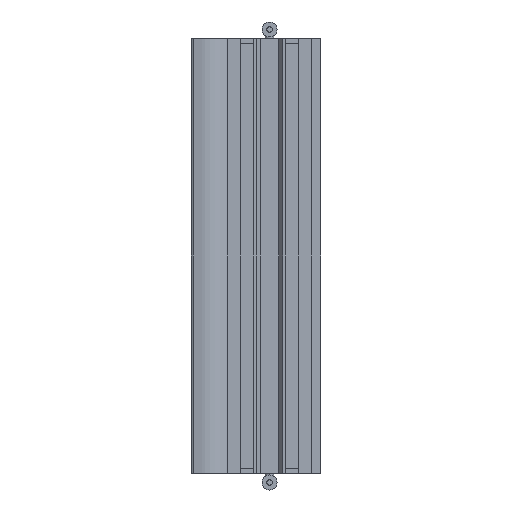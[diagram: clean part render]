
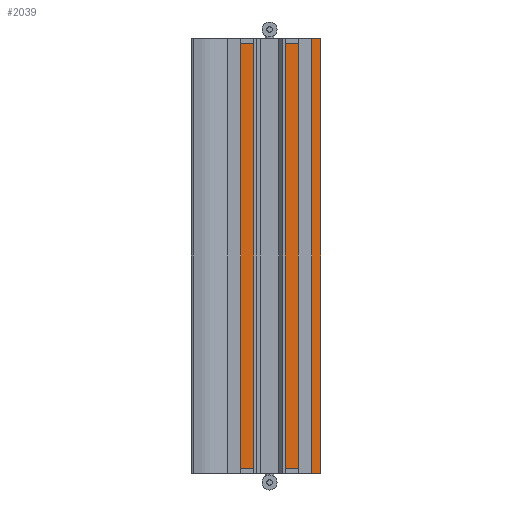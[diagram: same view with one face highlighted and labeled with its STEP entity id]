
A CAD part, front view. The second image highlights one B-rep face of the part: STEP entity #2039.
In plain terms, the highlighted planar face has unit normal (0, -1, 0).
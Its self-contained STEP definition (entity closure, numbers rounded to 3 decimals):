
#109 = ORIENTED_EDGE ( 'NONE', *, *, #4243, .T. ) ;
#112 = DIRECTION ( 'NONE',  ( 0., 0., -1. ) ) ;
#129 = AXIS2_PLACEMENT_3D ( 'NONE', #3284, #3299, #377 ) ;
#283 = VERTEX_POINT ( 'NONE', #4191 ) ;
#377 = DIRECTION ( 'NONE',  ( 0., 0., 1. ) ) ;
#473 = EDGE_CURVE ( 'NONE', #283, #1291, #1742, .T. ) ;
#737 = VECTOR ( 'NONE', #4345, 1000. ) ;
#758 = ORIENTED_EDGE ( 'NONE', *, *, #473, .F. ) ;
#832 = LINE ( 'NONE', #3389, #1611 ) ;
#1243 = EDGE_LOOP ( 'NONE', ( #109, #1869, #758, #1795 ) ) ;
#1291 = VERTEX_POINT ( 'NONE', #2456 ) ;
#1512 = VECTOR ( 'NONE', #4085, 1000. ) ;
#1611 = VECTOR ( 'NONE', #112, 1000. ) ;
#1615 = FACE_OUTER_BOUND ( 'NONE', #1243, .T. ) ;
#1742 = LINE ( 'NONE', #3523, #737 ) ;
#1795 = ORIENTED_EDGE ( 'NONE', *, *, #2476, .T. ) ;
#1869 = ORIENTED_EDGE ( 'NONE', *, *, #2638, .F. ) ;
#1919 = CARTESIAN_POINT ( 'NONE',  ( 170., -6., -723.5 ) ) ;
#2039 = ADVANCED_FACE ( 'NONE', ( #1615 ), #3683, .F. ) ;
#2383 = LINE ( 'NONE', #3940, #2438 ) ;
#2438 = VECTOR ( 'NONE', #2443, 1000. ) ;
#2443 = DIRECTION ( 'NONE',  ( 0., 0., -1. ) ) ;
#2456 = CARTESIAN_POINT ( 'NONE',  ( 170., -6., 723.5 ) ) ;
#2476 = EDGE_CURVE ( 'NONE', #283, #4181, #832, .T. ) ;
#2638 = EDGE_CURVE ( 'NONE', #1291, #3009, #2383, .T. ) ;
#3009 = VERTEX_POINT ( 'NONE', #3331 ) ;
#3035 = LINE ( 'NONE', #1919, #1512 ) ;
#3179 = CARTESIAN_POINT ( 'NONE',  ( -124., -6., -723.5 ) ) ;
#3284 = CARTESIAN_POINT ( 'NONE',  ( 170., -6., 723.5 ) ) ;
#3299 = DIRECTION ( 'NONE',  ( 0., 1., 0. ) ) ;
#3331 = CARTESIAN_POINT ( 'NONE',  ( 170., -6., -723.5 ) ) ;
#3389 = CARTESIAN_POINT ( 'NONE',  ( -124., -6., 723.5 ) ) ;
#3523 = CARTESIAN_POINT ( 'NONE',  ( 170., -6., 723.5 ) ) ;
#3683 = PLANE ( 'NONE',  #129 ) ;
#3940 = CARTESIAN_POINT ( 'NONE',  ( 170., -6., 723.5 ) ) ;
#4085 = DIRECTION ( 'NONE',  ( 1., 0., 0. ) ) ;
#4181 = VERTEX_POINT ( 'NONE', #3179 ) ;
#4191 = CARTESIAN_POINT ( 'NONE',  ( -124., -6., 723.5 ) ) ;
#4243 = EDGE_CURVE ( 'NONE', #4181, #3009, #3035, .T. ) ;
#4345 = DIRECTION ( 'NONE',  ( 1., 0., 0. ) ) ;
